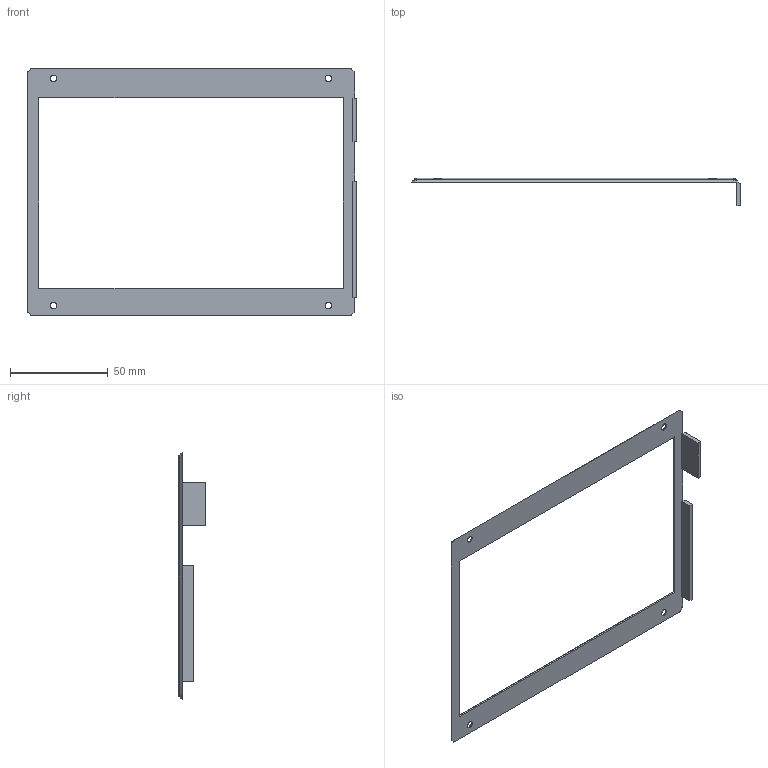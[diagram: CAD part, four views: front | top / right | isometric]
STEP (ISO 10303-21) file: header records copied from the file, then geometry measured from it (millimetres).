
FILE_DESCRIPTION (( 'STEP AP214' ), '1' );
FILE_NAME ('touch screen case top.STEP', '2025-08-21T01:24:38', ( '' ), ( '' ), 'SwSTEP 2.0', 'SolidWorks 2024', '' );
FILE_SCHEMA (( 'AUTOMOTIVE_DESIGN' ));
Length unit declared in the file: millimetre
Products named in the file (1): touch screen case top
Bounding box: 168.5 x 14 x 126.4 mm (x, y, z)
Volume: 11647 mm3; surface area: 14601.2 mm2
Topology: 1 solids, 1 shells, 70 faces, 180 edges, 108 vertices
Faces by surface type: plane 28, cylinder 26, cone 8, sphere 8
Entity records: 2179 total; most frequent: CARTESIAN_POINT 447, ORIENTED_EDGE 360, DIRECTION 358, EDGE_CURVE 180, AXIS2_PLACEMENT_3D 123, LINE 112, VECTOR 112, VERTEX_POINT 108
